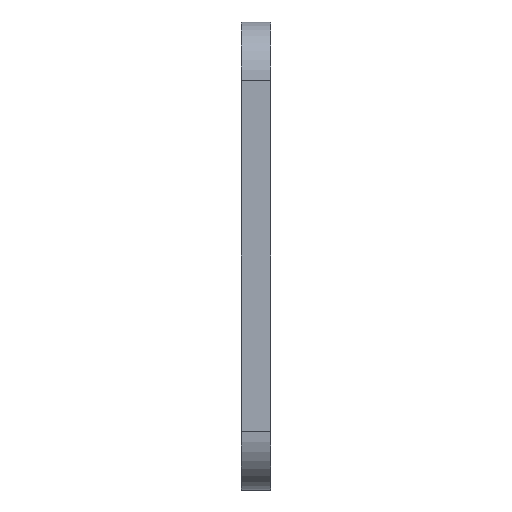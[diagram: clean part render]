
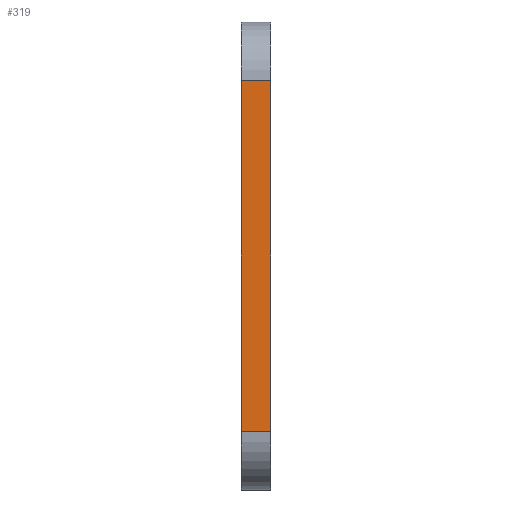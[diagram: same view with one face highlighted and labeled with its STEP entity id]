
A CAD part, left-side view. The second image highlights one B-rep face of the part: STEP entity #319.
In plain terms, the highlighted planar face has unit normal (-1, 0, 0).
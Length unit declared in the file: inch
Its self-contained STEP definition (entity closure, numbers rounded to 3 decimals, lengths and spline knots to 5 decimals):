
#44 = VERTEX_POINT ( 'NONE', #247 ) ;
#62 = CARTESIAN_POINT ( 'NONE',  ( 0., 0.125, -0.25 ) ) ;
#99 = AXIS2_PLACEMENT_3D ( 'NONE', #103, #872, #524 ) ;
#102 = VERTEX_POINT ( 'NONE', #62 ) ;
#103 = CARTESIAN_POINT ( 'NONE',  ( 0., 0., -1.75 ) ) ;
#120 = LINE ( 'NONE', #540, #477 ) ;
#162 = ORIENTED_EDGE ( 'NONE', *, *, #357, .F. ) ;
#198 = DIRECTION ( 'NONE',  ( 0., 0., 1. ) ) ;
#235 = LINE ( 'NONE', #374, #830 ) ;
#247 = CARTESIAN_POINT ( 'NONE',  ( 0., 0., -0.25 ) ) ;
#254 = CARTESIAN_POINT ( 'NONE',  ( 0., 0.125, -1.75 ) ) ;
#268 = EDGE_CURVE ( 'NONE', #44, #102, #235, .T. ) ;
#269 = LINE ( 'NONE', #547, #401 ) ;
#305 = FACE_OUTER_BOUND ( 'NONE', #437, .T. ) ;
#306 = ORIENTED_EDGE ( 'NONE', *, *, #268, .T. ) ;
#319 = ADVANCED_FACE ( 'NONE', ( #305 ), #736, .T. ) ;
#337 = CARTESIAN_POINT ( 'NONE',  ( 0., 0., -1.75 ) ) ;
#357 = EDGE_CURVE ( 'NONE', #833, #102, #529, .T. ) ;
#366 = VERTEX_POINT ( 'NONE', #337 ) ;
#374 = CARTESIAN_POINT ( 'NONE',  ( 0., 0., -0.25 ) ) ;
#401 = VECTOR ( 'NONE', #198, 39.37008 ) ;
#415 = EDGE_CURVE ( 'NONE', #366, #44, #269, .T. ) ;
#420 = EDGE_CURVE ( 'NONE', #366, #833, #120, .T. ) ;
#437 = EDGE_LOOP ( 'NONE', ( #162, #470, #856, #306 ) ) ;
#470 = ORIENTED_EDGE ( 'NONE', *, *, #420, .F. ) ;
#477 = VECTOR ( 'NONE', #844, 39.37008 ) ;
#480 = DIRECTION ( 'NONE',  ( 0., 0., 1. ) ) ;
#524 = DIRECTION ( 'NONE',  ( 0., 0., 1. ) ) ;
#529 = LINE ( 'NONE', #254, #867 ) ;
#540 = CARTESIAN_POINT ( 'NONE',  ( 0., 0., -1.75 ) ) ;
#547 = CARTESIAN_POINT ( 'NONE',  ( 0., 0., -1.75 ) ) ;
#583 = DIRECTION ( 'NONE',  ( 0., 1., 0. ) ) ;
#629 = CARTESIAN_POINT ( 'NONE',  ( 0., 0.125, -1.75 ) ) ;
#736 = PLANE ( 'NONE',  #99 ) ;
#830 = VECTOR ( 'NONE', #583, 39.37008 ) ;
#833 = VERTEX_POINT ( 'NONE', #629 ) ;
#844 = DIRECTION ( 'NONE',  ( 0., 1., 0. ) ) ;
#856 = ORIENTED_EDGE ( 'NONE', *, *, #415, .T. ) ;
#867 = VECTOR ( 'NONE', #480, 39.37008 ) ;
#872 = DIRECTION ( 'NONE',  ( -1., 0., 0. ) ) ;
